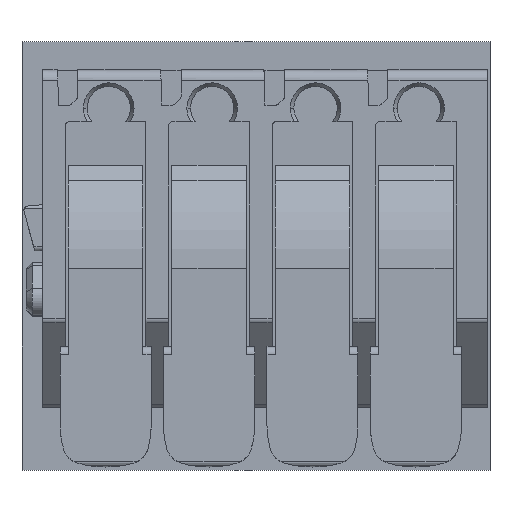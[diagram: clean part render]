
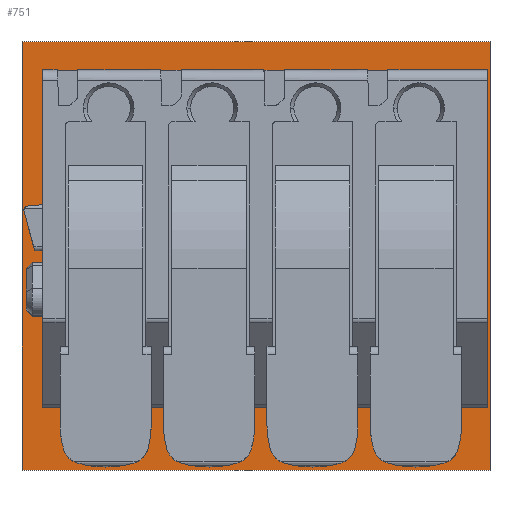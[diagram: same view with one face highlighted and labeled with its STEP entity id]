
A CAD part, top view. The second image highlights one B-rep face of the part: STEP entity #751.
In plain terms, the highlighted planar face has unit normal (0, 0, 1).
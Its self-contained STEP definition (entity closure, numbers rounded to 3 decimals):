
#62 = VERTEX_POINT('',#63);
#63 = CARTESIAN_POINT('',(0.216,-3.808,1.6)
  );
#69 = EDGE_CURVE('',#62,#70,#72,.T.);
#70 = VERTEX_POINT('',#71);
#71 = CARTESIAN_POINT('',(22.844,-3.808,1.6
    ));
#72 = LINE('',#73,#74);
#73 = CARTESIAN_POINT('',(0.216,-3.808,1.6)
  );
#74 = VECTOR('',#75,1.);
#75 = DIRECTION('',(1.,0.,0.));
#100 = EDGE_CURVE('',#70,#101,#103,.T.);
#101 = VERTEX_POINT('',#102);
#102 = CARTESIAN_POINT('',(22.844,-24.509,
    1.6));
#103 = LINE('',#104,#105);
#104 = CARTESIAN_POINT('',(22.844,-3.808,
    1.6));
#105 = VECTOR('',#106,1.);
#106 = DIRECTION('',(0.,-1.,0.));
#131 = EDGE_CURVE('',#101,#132,#134,.T.);
#132 = VERTEX_POINT('',#133);
#133 = CARTESIAN_POINT('',(0.216,-24.509,1.6
    ));
#134 = LINE('',#135,#136);
#135 = CARTESIAN_POINT('',(22.844,-24.509,
    1.6));
#136 = VECTOR('',#137,1.);
#137 = DIRECTION('',(-1.,0.,0.));
#162 = EDGE_CURVE('',#132,#62,#163,.T.);
#163 = LINE('',#164,#165);
#164 = CARTESIAN_POINT('',(0.216,-24.509,1.6
    ));
#165 = VECTOR('',#166,1.);
#166 = DIRECTION('',(0.,1.,0.));
#186 = VERTEX_POINT('',#187);
#187 = CARTESIAN_POINT('',(4.63,-16.292,1.6
    ));
#193 = EDGE_CURVE('',#186,#194,#196,.T.);
#194 = VERTEX_POINT('',#195);
#195 = CARTESIAN_POINT('',(3.23,-16.292,1.6
    ));
#196 = CIRCLE('',#197,0.7);
#197 = AXIS2_PLACEMENT_3D('',#198,#199,#200);
#198 = CARTESIAN_POINT('',(3.93,-16.292,1.6
    ));
#199 = DIRECTION('',(0.,0.,1.));
#200 = DIRECTION('',(1.,0.,-0.));
#226 = EDGE_CURVE('',#194,#186,#227,.T.);
#227 = CIRCLE('',#228,0.7);
#228 = AXIS2_PLACEMENT_3D('',#229,#230,#231);
#229 = CARTESIAN_POINT('',(3.93,-16.292,1.6
    ));
#230 = DIRECTION('',(0.,0.,1.));
#231 = DIRECTION('',(-1.,0.,0.));
#252 = VERTEX_POINT('',#253);
#253 = CARTESIAN_POINT('',(4.63,-8.092,1.6
    ));
#259 = EDGE_CURVE('',#252,#260,#262,.T.);
#260 = VERTEX_POINT('',#261);
#261 = CARTESIAN_POINT('',(3.23,-8.092,1.6
    ));
#262 = CIRCLE('',#263,0.7);
#263 = AXIS2_PLACEMENT_3D('',#264,#265,#266);
#264 = CARTESIAN_POINT('',(3.93,-8.092,1.6
    ));
#265 = DIRECTION('',(0.,0.,1.));
#266 = DIRECTION('',(1.,0.,-0.));
#292 = EDGE_CURVE('',#260,#252,#293,.T.);
#293 = CIRCLE('',#294,0.7);
#294 = AXIS2_PLACEMENT_3D('',#295,#296,#297);
#295 = CARTESIAN_POINT('',(3.93,-8.092,1.6
    ));
#296 = DIRECTION('',(0.,0.,1.));
#297 = DIRECTION('',(-1.,0.,0.));
#318 = VERTEX_POINT('',#319);
#319 = CARTESIAN_POINT('',(9.63,-16.292,1.6
    ));
#325 = EDGE_CURVE('',#318,#326,#328,.T.);
#326 = VERTEX_POINT('',#327);
#327 = CARTESIAN_POINT('',(8.23,-16.292,1.6
    ));
#328 = CIRCLE('',#329,0.7);
#329 = AXIS2_PLACEMENT_3D('',#330,#331,#332);
#330 = CARTESIAN_POINT('',(8.93,-16.292,1.6
    ));
#331 = DIRECTION('',(0.,0.,1.));
#332 = DIRECTION('',(1.,0.,-0.));
#358 = EDGE_CURVE('',#326,#318,#359,.T.);
#359 = CIRCLE('',#360,0.7);
#360 = AXIS2_PLACEMENT_3D('',#361,#362,#363);
#361 = CARTESIAN_POINT('',(8.93,-16.292,1.6
    ));
#362 = DIRECTION('',(0.,0.,1.));
#363 = DIRECTION('',(-1.,0.,0.));
#384 = VERTEX_POINT('',#385);
#385 = CARTESIAN_POINT('',(9.63,-8.092,1.6)
  );
#391 = EDGE_CURVE('',#384,#392,#394,.T.);
#392 = VERTEX_POINT('',#393);
#393 = CARTESIAN_POINT('',(8.23,-8.092,1.6)
  );
#394 = CIRCLE('',#395,0.7);
#395 = AXIS2_PLACEMENT_3D('',#396,#397,#398);
#396 = CARTESIAN_POINT('',(8.93,-8.092,1.6)
  );
#397 = DIRECTION('',(0.,0.,1.));
#398 = DIRECTION('',(1.,0.,-0.));
#424 = EDGE_CURVE('',#392,#384,#425,.T.);
#425 = CIRCLE('',#426,0.7);
#426 = AXIS2_PLACEMENT_3D('',#427,#428,#429);
#427 = CARTESIAN_POINT('',(8.93,-8.092,1.6)
  );
#428 = DIRECTION('',(0.,0.,1.));
#429 = DIRECTION('',(-1.,0.,0.));
#450 = VERTEX_POINT('',#451);
#451 = CARTESIAN_POINT('',(14.63,-8.092,1.6
    ));
#457 = EDGE_CURVE('',#450,#458,#460,.T.);
#458 = VERTEX_POINT('',#459);
#459 = CARTESIAN_POINT('',(13.23,-8.092,1.6
    ));
#460 = CIRCLE('',#461,0.7);
#461 = AXIS2_PLACEMENT_3D('',#462,#463,#464);
#462 = CARTESIAN_POINT('',(13.93,-8.092,1.6
    ));
#463 = DIRECTION('',(0.,0.,1.));
#464 = DIRECTION('',(1.,0.,-0.));
#490 = EDGE_CURVE('',#458,#450,#491,.T.);
#491 = CIRCLE('',#492,0.7);
#492 = AXIS2_PLACEMENT_3D('',#493,#494,#495);
#493 = CARTESIAN_POINT('',(13.93,-8.092,1.6
    ));
#494 = DIRECTION('',(0.,0.,1.));
#495 = DIRECTION('',(-1.,0.,0.));
#516 = VERTEX_POINT('',#517);
#517 = CARTESIAN_POINT('',(14.63,-16.292,
    1.6));
#523 = EDGE_CURVE('',#516,#524,#526,.T.);
#524 = VERTEX_POINT('',#525);
#525 = CARTESIAN_POINT('',(13.23,-16.292,
    1.6));
#526 = CIRCLE('',#527,0.7);
#527 = AXIS2_PLACEMENT_3D('',#528,#529,#530);
#528 = CARTESIAN_POINT('',(13.93,-16.292,
    1.6));
#529 = DIRECTION('',(0.,0.,1.));
#530 = DIRECTION('',(1.,0.,-0.));
#556 = EDGE_CURVE('',#524,#516,#557,.T.);
#557 = CIRCLE('',#558,0.7);
#558 = AXIS2_PLACEMENT_3D('',#559,#560,#561);
#559 = CARTESIAN_POINT('',(13.93,-16.292,
    1.6));
#560 = DIRECTION('',(0.,0.,1.));
#561 = DIRECTION('',(-1.,0.,0.));
#582 = VERTEX_POINT('',#583);
#583 = CARTESIAN_POINT('',(19.63,-8.092,1.6
    ));
#589 = EDGE_CURVE('',#582,#590,#592,.T.);
#590 = VERTEX_POINT('',#591);
#591 = CARTESIAN_POINT('',(18.23,-8.092,1.6
    ));
#592 = CIRCLE('',#593,0.7);
#593 = AXIS2_PLACEMENT_3D('',#594,#595,#596);
#594 = CARTESIAN_POINT('',(18.93,-8.092,1.6
    ));
#595 = DIRECTION('',(0.,0.,1.));
#596 = DIRECTION('',(1.,0.,-0.));
#622 = EDGE_CURVE('',#590,#582,#623,.T.);
#623 = CIRCLE('',#624,0.7);
#624 = AXIS2_PLACEMENT_3D('',#625,#626,#627);
#625 = CARTESIAN_POINT('',(18.93,-8.092,1.6
    ));
#626 = DIRECTION('',(0.,0.,1.));
#627 = DIRECTION('',(-1.,0.,0.));
#648 = VERTEX_POINT('',#649);
#649 = CARTESIAN_POINT('',(19.63,-16.292,
    1.6));
#655 = EDGE_CURVE('',#648,#656,#658,.T.);
#656 = VERTEX_POINT('',#657);
#657 = CARTESIAN_POINT('',(18.23,-16.292,
    1.6));
#658 = CIRCLE('',#659,0.7);
#659 = AXIS2_PLACEMENT_3D('',#660,#661,#662);
#660 = CARTESIAN_POINT('',(18.93,-16.292,
    1.6));
#661 = DIRECTION('',(0.,0.,1.));
#662 = DIRECTION('',(1.,0.,-0.));
#688 = EDGE_CURVE('',#656,#648,#689,.T.);
#689 = CIRCLE('',#690,0.7);
#690 = AXIS2_PLACEMENT_3D('',#691,#692,#693);
#691 = CARTESIAN_POINT('',(18.93,-16.292,
    1.6));
#692 = DIRECTION('',(0.,0.,1.));
#693 = DIRECTION('',(-1.,0.,0.));
#751 = ADVANCED_FACE('',(#752,#758,#762,#766,#770,#774,#778,#782,#786),
  #790,.F.);
#752 = FACE_BOUND('',#753,.F.);
#753 = EDGE_LOOP('',(#754,#755,#756,#757));
#754 = ORIENTED_EDGE('',*,*,#69,.T.);
#755 = ORIENTED_EDGE('',*,*,#100,.T.);
#756 = ORIENTED_EDGE('',*,*,#131,.T.);
#757 = ORIENTED_EDGE('',*,*,#162,.T.);
#758 = FACE_BOUND('',#759,.F.);
#759 = EDGE_LOOP('',(#760,#761));
#760 = ORIENTED_EDGE('',*,*,#193,.T.);
#761 = ORIENTED_EDGE('',*,*,#226,.T.);
#762 = FACE_BOUND('',#763,.F.);
#763 = EDGE_LOOP('',(#764,#765));
#764 = ORIENTED_EDGE('',*,*,#259,.T.);
#765 = ORIENTED_EDGE('',*,*,#292,.T.);
#766 = FACE_BOUND('',#767,.F.);
#767 = EDGE_LOOP('',(#768,#769));
#768 = ORIENTED_EDGE('',*,*,#325,.T.);
#769 = ORIENTED_EDGE('',*,*,#358,.T.);
#770 = FACE_BOUND('',#771,.F.);
#771 = EDGE_LOOP('',(#772,#773));
#772 = ORIENTED_EDGE('',*,*,#391,.T.);
#773 = ORIENTED_EDGE('',*,*,#424,.T.);
#774 = FACE_BOUND('',#775,.F.);
#775 = EDGE_LOOP('',(#776,#777));
#776 = ORIENTED_EDGE('',*,*,#457,.T.);
#777 = ORIENTED_EDGE('',*,*,#490,.T.);
#778 = FACE_BOUND('',#779,.F.);
#779 = EDGE_LOOP('',(#780,#781));
#780 = ORIENTED_EDGE('',*,*,#523,.T.);
#781 = ORIENTED_EDGE('',*,*,#556,.T.);
#782 = FACE_BOUND('',#783,.F.);
#783 = EDGE_LOOP('',(#784,#785));
#784 = ORIENTED_EDGE('',*,*,#589,.T.);
#785 = ORIENTED_EDGE('',*,*,#622,.T.);
#786 = FACE_BOUND('',#787,.F.);
#787 = EDGE_LOOP('',(#788,#789));
#788 = ORIENTED_EDGE('',*,*,#655,.T.);
#789 = ORIENTED_EDGE('',*,*,#688,.T.);
#790 = PLANE('',#791);
#791 = AXIS2_PLACEMENT_3D('',#792,#793,#794);
#792 = CARTESIAN_POINT('',(11.53,-14.158,
    1.6));
#793 = DIRECTION('',(-0.,-0.,-1.));
#794 = DIRECTION('',(-1.,0.,0.));
